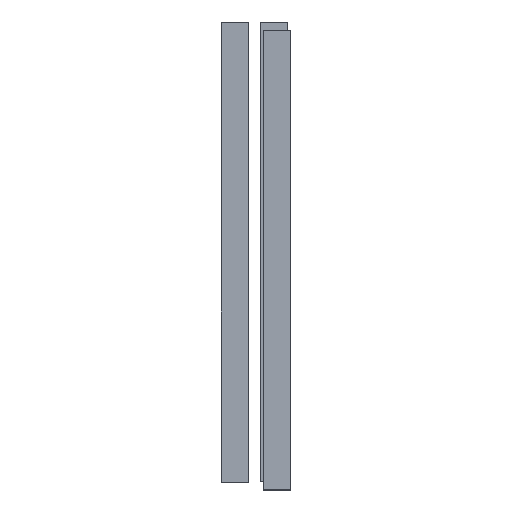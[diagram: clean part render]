
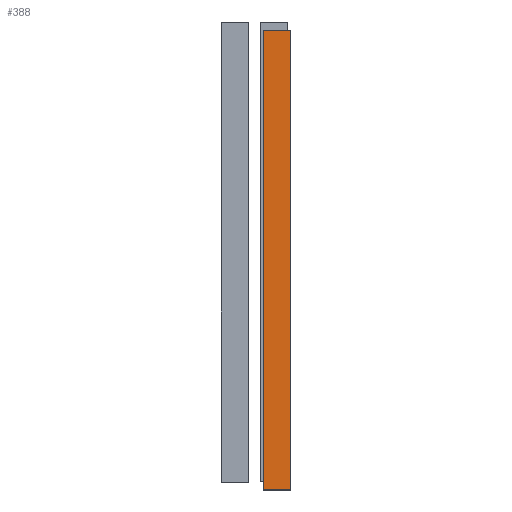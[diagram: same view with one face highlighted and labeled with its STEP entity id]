
A CAD part, top view. The second image highlights one B-rep face of the part: STEP entity #388.
In plain terms, the highlighted planar face has unit normal (0, 0, 1).
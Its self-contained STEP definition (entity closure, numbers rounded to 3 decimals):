
#44=FACE_OUTER_BOUND('',#68,.T.);
#68=EDGE_LOOP('',(#271,#272,#273,#274));
#94=LINE('',#617,#142);
#95=LINE('',#620,#143);
#96=LINE('',#622,#144);
#97=LINE('',#623,#145);
#142=VECTOR('',#502,10.);
#143=VECTOR('',#505,10.);
#144=VECTOR('',#506,10.);
#145=VECTOR('',#507,10.);
#188=VERTEX_POINT('',#611);
#190=VERTEX_POINT('',#615);
#191=VERTEX_POINT('',#619);
#192=VERTEX_POINT('',#621);
#222=EDGE_CURVE('',#188,#190,#94,.T.);
#223=EDGE_CURVE('',#188,#191,#95,.T.);
#224=EDGE_CURVE('',#192,#190,#96,.T.);
#225=EDGE_CURVE('',#191,#192,#97,.T.);
#271=ORIENTED_EDGE('',*,*,#223,.F.);
#272=ORIENTED_EDGE('',*,*,#222,.T.);
#273=ORIENTED_EDGE('',*,*,#224,.F.);
#274=ORIENTED_EDGE('',*,*,#225,.F.);
#364=PLANE('',#463);
#388=ADVANCED_FACE('',(#44),#364,.T.);
#463=AXIS2_PLACEMENT_3D('',#618,#503,#504);
#502=DIRECTION('',(1.,0.,0.));
#503=DIRECTION('center_axis',(0.,0.,1.));
#504=DIRECTION('ref_axis',(0.,-1.,0.));
#505=DIRECTION('',(0.,1.,0.));
#506=DIRECTION('',(0.,-1.,0.));
#507=DIRECTION('',(1.,0.,0.));
#611=CARTESIAN_POINT('',(0.,-118.817,-84.));
#615=CARTESIAN_POINT('',(2.,-118.817,-84.));
#617=CARTESIAN_POINT('',(0.,-118.817,-84.));
#618=CARTESIAN_POINT('Origin',(0.,-84.817,-84.));
#619=CARTESIAN_POINT('',(0.,-84.817,-84.));
#620=CARTESIAN_POINT('',(0.,-118.817,-84.));
#621=CARTESIAN_POINT('',(2.,-84.817,-84.));
#622=CARTESIAN_POINT('',(2.,-118.817,-84.));
#623=CARTESIAN_POINT('',(0.,-84.817,-84.));
